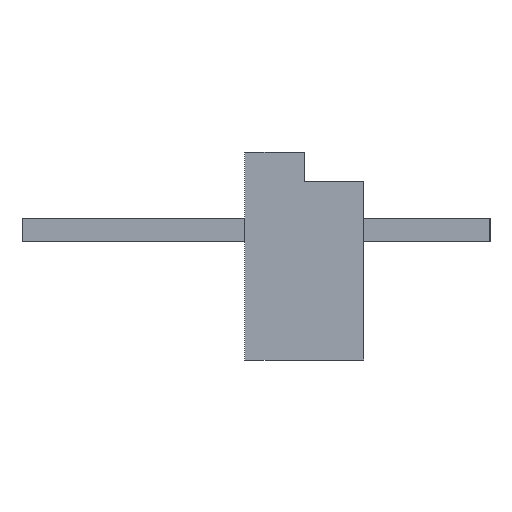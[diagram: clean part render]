
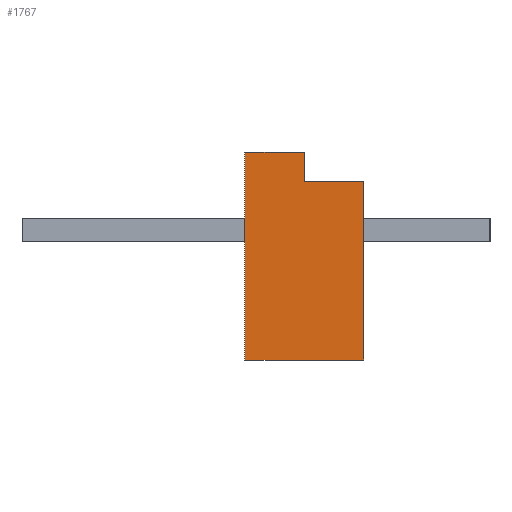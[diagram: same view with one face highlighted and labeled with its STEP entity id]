
A CAD part, left-side view. The second image highlights one B-rep face of the part: STEP entity #1767.
In plain terms, the highlighted planar face has unit normal (-1, 0, 0).
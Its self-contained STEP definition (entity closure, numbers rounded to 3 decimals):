
#10 = VERTEX_POINT ( 'NONE', #2725 ) ;
#27 = EDGE_CURVE ( 'NONE', #10, #30, #2783, .T. ) ;
#30 = VERTEX_POINT ( 'NONE', #2774 ) ;
#1675 = EDGE_CURVE ( 'NONE', #1992, #10, #3108, .T. ) ;
#1704 = EDGE_CURVE ( 'NONE', #1705, #1991, #3121, .T. ) ;
#1705 = VERTEX_POINT ( 'NONE', #3117 ) ;
#1710 = EDGE_CURVE ( 'NONE', #30, #1711, #3111, .T. ) ;
#1711 = VERTEX_POINT ( 'NONE', #3158 ) ;
#1721 = EDGE_CURVE ( 'NONE', #1711, #1705, #3188, .T. ) ;
#1767 = ADVANCED_FACE ( 'NONE', ( #3262 ), #3302, .T. ) ;
#1768 = EDGE_LOOP ( 'NONE', ( #1769, #1770, #1771, #1772, #1773, #1774 ) ) ;
#1769 = ORIENTED_EDGE ( 'NONE', *, *, #1704, .F. ) ;
#1770 = ORIENTED_EDGE ( 'NONE', *, *, #1721, .F. ) ;
#1771 = ORIENTED_EDGE ( 'NONE', *, *, #1710, .F. ) ;
#1772 = ORIENTED_EDGE ( 'NONE', *, *, #27, .F. ) ;
#1773 = ORIENTED_EDGE ( 'NONE', *, *, #1675, .F. ) ;
#1774 = ORIENTED_EDGE ( 'NONE', *, *, #1990, .F. ) ;
#1990 = EDGE_CURVE ( 'NONE', #1991, #1992, #3914, .T. ) ;
#1991 = VERTEX_POINT ( 'NONE', #3910 ) ;
#1992 = VERTEX_POINT ( 'NONE', #3909 ) ;
#2725 = CARTESIAN_POINT ( 'NONE',  ( -12.5, 3.2, -4.8 ) ) ;
#2774 = CARTESIAN_POINT ( 'NONE',  ( -12.5, 3.2, 0.8 ) ) ;
#2780 = DIRECTION ( 'NONE',  ( 0., 0., 1. ) ) ;
#2781 = VECTOR ( 'NONE', #2780, 1000. ) ;
#2782 = CARTESIAN_POINT ( 'NONE',  ( -12.5, 3.2, -4.8 ) ) ;
#2783 = LINE ( 'NONE', #2782, #2781 ) ;
#3105 = DIRECTION ( 'NONE',  ( 0., 1., 0. ) ) ;
#3106 = VECTOR ( 'NONE', #3105, 1000. ) ;
#3107 = CARTESIAN_POINT ( 'NONE',  ( -12.5, 0., -4.8 ) ) ;
#3108 = LINE ( 'NONE', #3107, #3106 ) ;
#3109 = DIRECTION ( 'NONE',  ( 0., -1., 0. ) ) ;
#3110 = CARTESIAN_POINT ( 'NONE',  ( -12.5, 3.2, 0.8 ) ) ;
#3111 = LINE ( 'NONE', #3110, #3159 ) ;
#3117 = CARTESIAN_POINT ( 'NONE',  ( -12.5, 1.6, 0. ) ) ;
#3118 = DIRECTION ( 'NONE',  ( 0., -1., 0. ) ) ;
#3119 = VECTOR ( 'NONE', #3118, 1000. ) ;
#3120 = CARTESIAN_POINT ( 'NONE',  ( -12.5, 1.6, 0. ) ) ;
#3121 = LINE ( 'NONE', #3120, #3119 ) ;
#3158 = CARTESIAN_POINT ( 'NONE',  ( -12.5, 1.6, 0.8 ) ) ;
#3159 = VECTOR ( 'NONE', #3109, 1000. ) ;
#3185 = DIRECTION ( 'NONE',  ( 0., 0., -1. ) ) ;
#3186 = VECTOR ( 'NONE', #3185, 1000. ) ;
#3187 = CARTESIAN_POINT ( 'NONE',  ( -12.5, 1.6, 0.8 ) ) ;
#3188 = LINE ( 'NONE', #3187, #3186 ) ;
#3262 = FACE_OUTER_BOUND ( 'NONE', #1768, .T. ) ;
#3297 = DIRECTION ( 'NONE',  ( 0., 0., 1. ) ) ;
#3298 = DIRECTION ( 'NONE',  ( -1., 0., 0. ) ) ;
#3299 = CARTESIAN_POINT ( 'NONE',  ( -12.5, 3.2, 0. ) ) ;
#3300 = AXIS2_PLACEMENT_3D ( 'NONE', #3299, #3298, #3297 ) ;
#3302 = PLANE ( 'NONE',  #3300 ) ;
#3909 = CARTESIAN_POINT ( 'NONE',  ( -12.5, 0., -4.8 ) ) ;
#3910 = CARTESIAN_POINT ( 'NONE',  ( -12.5, 0., 0. ) ) ;
#3911 = DIRECTION ( 'NONE',  ( 0., 0., -1. ) ) ;
#3912 = VECTOR ( 'NONE', #3911, 1000. ) ;
#3913 = CARTESIAN_POINT ( 'NONE',  ( -12.5, 0., 0. ) ) ;
#3914 = LINE ( 'NONE', #3913, #3912 ) ;
